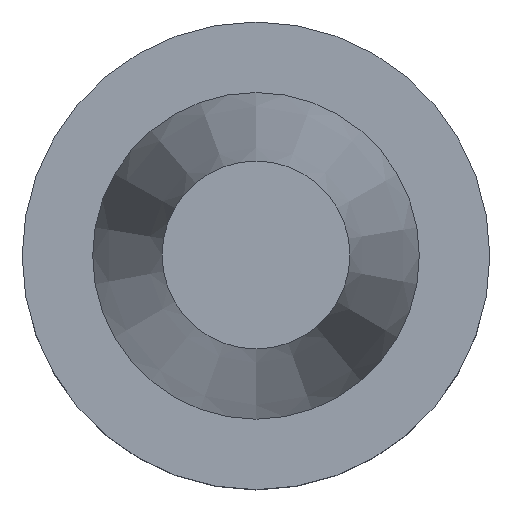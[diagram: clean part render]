
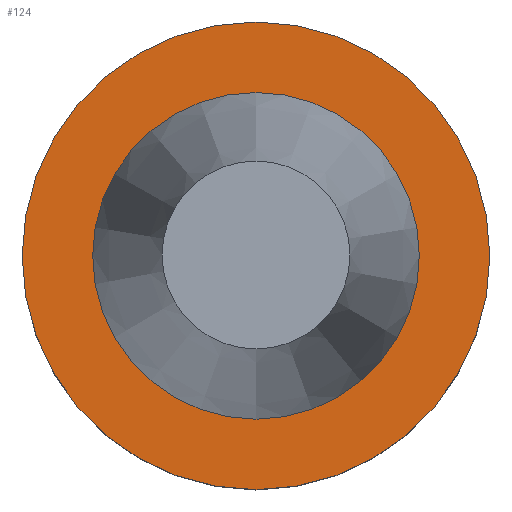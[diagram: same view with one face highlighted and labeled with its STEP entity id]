
A CAD part, top view. The second image highlights one B-rep face of the part: STEP entity #124.
In plain terms, the highlighted planar face has unit normal (0, 0, 1).
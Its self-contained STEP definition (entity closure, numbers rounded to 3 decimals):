
#81=EDGE_CURVE('Unnamed[1]',#211,#211,#212,.T.);
#99=EDGE_CURVE('Unnamed[1]',#240,#240,#241,.T.);
#124=ADVANCED_FACE('Unnamed[1]',(#277,#278),#279,.T.);
#211=VERTEX_POINT('',#389);
#212=CIRCLE('',#390,34.925);
#240=VERTEX_POINT('',#425);
#241=CIRCLE('',#426,50.0);
#277=FACE_BOUND('',#471,.T.);
#278=FACE_OUTER_BOUND('',#472,.T.);
#279=PLANE('',#473);
#389=CARTESIAN_POINT('',(0.,34.925,-1.5));
#390=AXIS2_PLACEMENT_3D('',#592,#593,#594);
#425=CARTESIAN_POINT('',(0.,50.0,-1.5));
#426=AXIS2_PLACEMENT_3D('',#625,#626,#627);
#471=EDGE_LOOP('',(#668));
#472=EDGE_LOOP('',(#669));
#473=AXIS2_PLACEMENT_3D('',#670,#671,#672);
#592=CARTESIAN_POINT('',(0.,0.,-1.5));
#593=DIRECTION('',(0.,0.,1.0));
#594=DIRECTION('',(0.,1.0,0.));
#625=CARTESIAN_POINT('',(0.,0.,-1.5));
#626=DIRECTION('',(0.,0.,1.0));
#627=DIRECTION('',(0.,1.0,0.));
#668=ORIENTED_EDGE('',*,*,#81,.F.);
#669=ORIENTED_EDGE('',*,*,#99,.T.);
#670=CARTESIAN_POINT('',(0.,42.463,-1.5));
#671=DIRECTION('',(0.,0.,1.0));
#672=DIRECTION('',(0.,1.0,0.));
